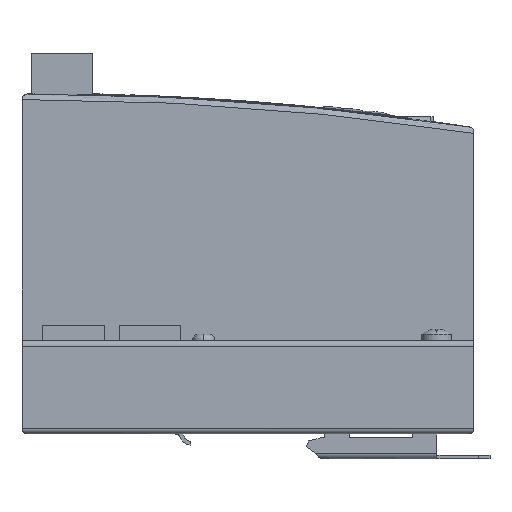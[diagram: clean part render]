
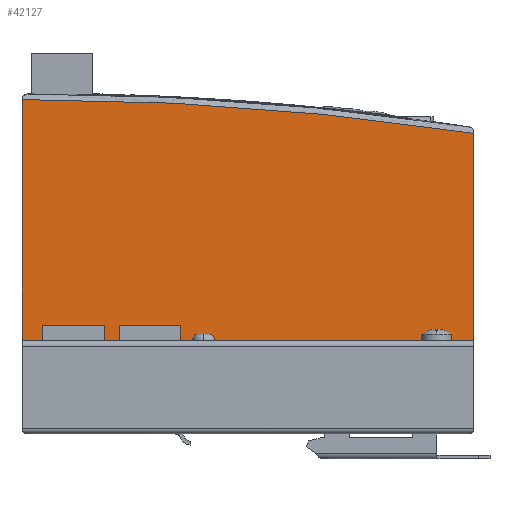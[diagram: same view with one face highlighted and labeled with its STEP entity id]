
A CAD part, left-side view. The second image highlights one B-rep face of the part: STEP entity #42127.
In plain terms, the highlighted planar face has unit normal (-1, 0, 0).
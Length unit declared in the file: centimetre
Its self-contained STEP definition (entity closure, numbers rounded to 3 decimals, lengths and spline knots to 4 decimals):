
#3018=PLANE('',#44731);
#5103=VECTOR('',#48892,1.);
#5106=VECTOR('',#48896,1.);
#5107=VECTOR('',#48899,1.);
#9506=LINE('',#57946,#5103);
#9509=LINE('',#57952,#5106);
#9510=LINE('',#57956,#5107);
#13878=VERTEX_POINT('',#57941);
#13879=VERTEX_POINT('',#57943);
#13880=VERTEX_POINT('',#57947);
#13882=VERTEX_POINT('',#57953);
#13883=VERTEX_POINT('',#57955);
#13884=VERTEX_POINT('',#57957);
#17430=CIRCLE('',#44729,0.15);
#17431=CIRCLE('',#44732,79.85);
#17432=CIRCLE('',#44733,0.15);
#19208=EDGE_CURVE('',#13878,#13879,#17430,.T.);
#19210=EDGE_CURVE('',#13879,#13880,#9506,.T.);
#19213=EDGE_CURVE('',#13882,#13878,#9509,.T.);
#19214=EDGE_CURVE('',#13883,#13882,#17431,.T.);
#19215=EDGE_CURVE('',#13884,#13883,#9510,.T.);
#19216=EDGE_CURVE('',#13880,#13884,#17432,.T.);
#26629=ORIENTED_EDGE('',*,*,#19208,.F.);
#26630=ORIENTED_EDGE('',*,*,#19213,.F.);
#26631=ORIENTED_EDGE('',*,*,#19214,.F.);
#26632=ORIENTED_EDGE('',*,*,#19215,.F.);
#26633=ORIENTED_EDGE('',*,*,#19216,.F.);
#26634=ORIENTED_EDGE('',*,*,#19210,.F.);
#37068=EDGE_LOOP('',(#26629,#26630,#26631,#26632,#26633,#26634));
#39611=FACE_BOUND('',#37068,.T.);
#42127=ADVANCED_FACE('',(#39611),#3018,.F.);
#44729=AXIS2_PLACEMENT_3D('',#57942,#48888,#48889);
#44731=AXIS2_PLACEMENT_3D('',#57951,#48895,$);
#44732=AXIS2_PLACEMENT_3D('',#57954,#48897,#48898);
#44733=AXIS2_PLACEMENT_3D('',#57958,#48900,#48901);
#48888=DIRECTION('',(1.,0.,0.));
#48889=DIRECTION('',(0.,-0.106,-0.106));
#48892=DIRECTION('',(0.,1.,0.));
#48895=DIRECTION('',(1.,0.,0.));
#48896=DIRECTION('',(0.,0.,-1.));
#48897=DIRECTION('',(1.,0.,0.));
#48898=DIRECTION('',(0.,-5.923,79.63));
#48899=DIRECTION('',(0.,0.,1.));
#48900=DIRECTION('',(1.,0.,0.));
#48901=DIRECTION('',(0.,0.106,-0.106));
#57941=CARTESIAN_POINT('',(-2.9,-6.05,0.15));
#57942=CARTESIAN_POINT('',(-2.9,-5.9,0.15));
#57943=CARTESIAN_POINT('',(-2.9,-5.9,0.));
#57946=CARTESIAN_POINT('',(-2.9,-6.05,0.));
#57947=CARTESIAN_POINT('',(-2.9,5.9,0.));
#57951=CARTESIAN_POINT('',(-2.9,0.1281,4.3749));
#57952=CARTESIAN_POINT('',(-2.9,-6.05,8.2));
#57953=CARTESIAN_POINT('',(-2.9,-6.05,8.0483));
#57954=CARTESIAN_POINT('',(-2.9,5.9169,-70.8999));
#57955=CARTESIAN_POINT('',(-2.9,6.05,8.95));
#57956=CARTESIAN_POINT('',(-2.9,6.05,0.));
#57957=CARTESIAN_POINT('',(-2.9,6.05,0.15));
#57958=CARTESIAN_POINT('',(-2.9,5.9,0.15));
